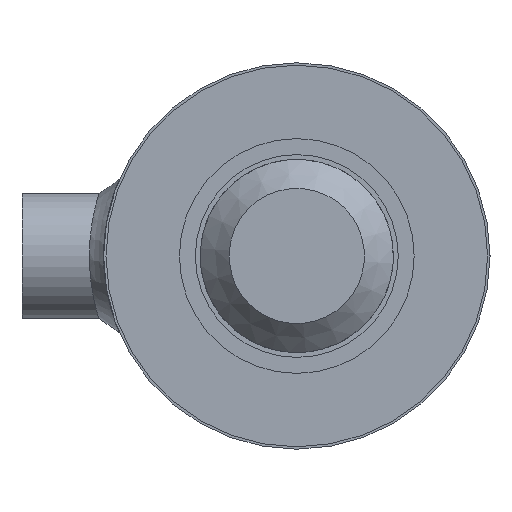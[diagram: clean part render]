
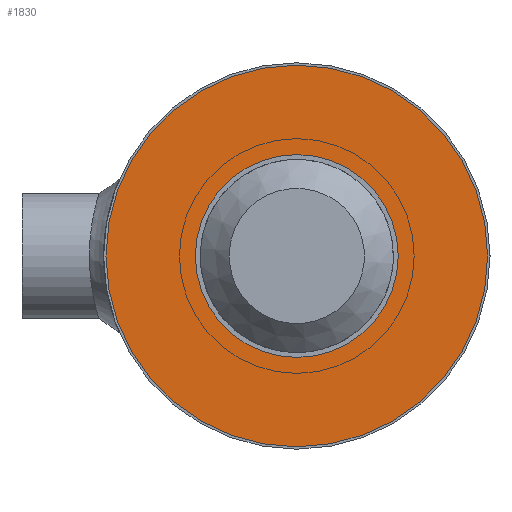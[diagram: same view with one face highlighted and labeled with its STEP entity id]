
A CAD part, left-side view. The second image highlights one B-rep face of the part: STEP entity #1830.
In plain terms, the highlighted planar face has unit normal (-1, 0, 0).
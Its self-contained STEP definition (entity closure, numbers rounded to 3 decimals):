
#155=CIRCLE('',#2102,21.);
#192=CIRCLE('',#2167,39.5);
#282=PLANE('',#2169);
#488=FACE_BOUND('',#704,.T.);
#560=FACE_OUTER_BOUND('',#703,.T.);
#703=EDGE_LOOP('',(#1461));
#704=EDGE_LOOP('',(#1462));
#853=VERTEX_POINT('',#3947);
#890=VERTEX_POINT('',#4067);
#1036=EDGE_CURVE('',#853,#853,#155,.T.);
#1092=EDGE_CURVE('',#890,#890,#192,.T.);
#1461=ORIENTED_EDGE('',*,*,#1092,.F.);
#1462=ORIENTED_EDGE('',*,*,#1036,.T.);
#1830=ADVANCED_FACE('',(#560,#488),#282,.F.);
#2102=AXIS2_PLACEMENT_3D('',#3948,#2438,#2439);
#2167=AXIS2_PLACEMENT_3D('',#4069,#2587,#2588);
#2169=AXIS2_PLACEMENT_3D('',#4071,#2591,#2592);
#2438=DIRECTION('center_axis',(1.,0.,0.));
#2439=DIRECTION('ref_axis',(0.,0.,1.));
#2587=DIRECTION('center_axis',(1.,0.,0.));
#2588=DIRECTION('ref_axis',(0.,1.,0.));
#2591=DIRECTION('center_axis',(1.,0.,0.));
#2592=DIRECTION('ref_axis',(0.,0.,-1.));
#3947=CARTESIAN_POINT('',(0.,0.,-21.));
#3948=CARTESIAN_POINT('Origin',(0.,0.,0.));
#4067=CARTESIAN_POINT('',(0.,-39.5,0.));
#4069=CARTESIAN_POINT('Origin',(0.,0.,0.));
#4071=CARTESIAN_POINT('Origin',(0.,0.,0.));
